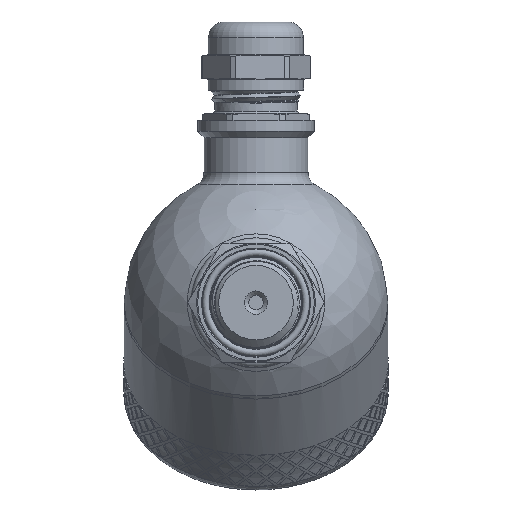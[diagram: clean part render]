
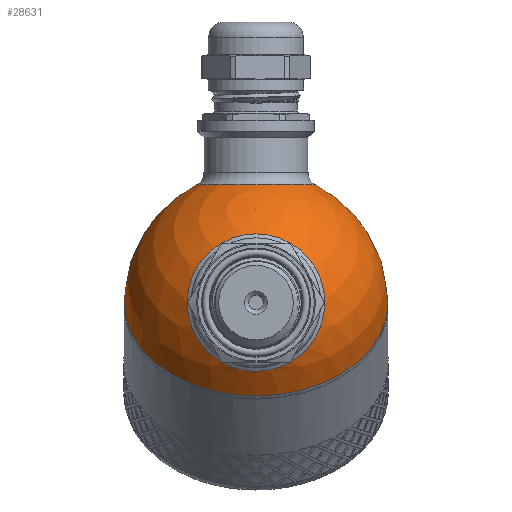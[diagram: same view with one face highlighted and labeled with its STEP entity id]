
A CAD part, left-side view. The second image highlights one B-rep face of the part: STEP entity #28631.
In plain terms, the highlighted spherical face has radius 30 mm.
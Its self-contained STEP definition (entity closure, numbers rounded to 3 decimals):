
#145=SPHERICAL_SURFACE('',#30436,30.);
#246=FACE_BOUND('',#4191,.T.);
#247=FACE_BOUND('',#4192,.T.);
#2353=FACE_OUTER_BOUND('',#4190,.T.);
#4190=EDGE_LOOP('',(#20616,#20617,#20618,#20619));
#4191=EDGE_LOOP('',(#20620));
#4192=EDGE_LOOP('',(#20621));
#5937=CIRCLE('',#30358,30.);
#5938=CIRCLE('',#30359,30.);
#5965=CIRCLE('',#30432,13.5);
#5968=CIRCLE('',#30437,30.);
#5969=CIRCLE('',#30438,15.643);
#11292=VERTEX_POINT('',#39226);
#11293=VERTEX_POINT('',#39228);
#11792=VERTEX_POINT('',#45615);
#11794=VERTEX_POINT('',#45622);
#11795=VERTEX_POINT('',#45624);
#14369=EDGE_CURVE('',#11292,#11293,#5937,.T.);
#14370=EDGE_CURVE('',#11293,#11292,#5938,.T.);
#15121=EDGE_CURVE('',#11792,#11792,#5965,.T.);
#15124=EDGE_CURVE('',#11293,#11794,#5968,.T.);
#15125=EDGE_CURVE('',#11795,#11795,#5969,.T.);
#20616=ORIENTED_EDGE('',*,*,#14370,.F.);
#20617=ORIENTED_EDGE('',*,*,#15124,.T.);
#20618=ORIENTED_EDGE('',*,*,#15124,.F.);
#20619=ORIENTED_EDGE('',*,*,#14369,.F.);
#20620=ORIENTED_EDGE('',*,*,#15125,.F.);
#20621=ORIENTED_EDGE('',*,*,#15121,.F.);
#28631=ADVANCED_FACE('',(#2353,#246,#247),#145,.T.);
#30358=AXIS2_PLACEMENT_3D('',#39229,#31974,#31975);
#30359=AXIS2_PLACEMENT_3D('',#39230,#31976,#31977);
#30432=AXIS2_PLACEMENT_3D('',#45616,#32386,#32387);
#30436=AXIS2_PLACEMENT_3D('',#45621,#32394,#32395);
#30437=AXIS2_PLACEMENT_3D('',#45623,#32396,#32397);
#30438=AXIS2_PLACEMENT_3D('',#45625,#32398,#32399);
#31974=DIRECTION('center_axis',(1.,0.,0.));
#31975=DIRECTION('ref_axis',(0.,1.,0.));
#31976=DIRECTION('center_axis',(1.,0.,0.));
#31977=DIRECTION('ref_axis',(0.,1.,0.));
#32386=DIRECTION('center_axis',(-0.707,0.,-0.707));
#32387=DIRECTION('ref_axis',(-0.707,0.,0.707));
#32394=DIRECTION('center_axis',(1.,0.,0.));
#32395=DIRECTION('ref_axis',(0.,-1.,0.));
#32396=DIRECTION('center_axis',(0.,0.,1.));
#32397=DIRECTION('ref_axis',(0.,1.,0.));
#32398=DIRECTION('center_axis',(-0.707,0.,0.707));
#32399=DIRECTION('ref_axis',(0.707,0.,0.707));
#39226=CARTESIAN_POINT('',(0.,-30.,0.));
#39228=CARTESIAN_POINT('',(0.,30.,0.));
#39229=CARTESIAN_POINT('Origin',(0.,0.,0.));
#39230=CARTESIAN_POINT('Origin',(0.,0.,0.));
#45615=CARTESIAN_POINT('',(-9.398,0.,-28.49));
#45616=CARTESIAN_POINT('Origin',(-18.944,0.,-18.944));
#45621=CARTESIAN_POINT('Origin',(0.,0.,0.));
#45622=CARTESIAN_POINT('',(-30.,0.,0.));
#45623=CARTESIAN_POINT('Origin',(0.,0.,0.));
#45624=CARTESIAN_POINT('',(-29.162,0.,7.04));
#45625=CARTESIAN_POINT('Origin',(-18.101,0.,18.101));
